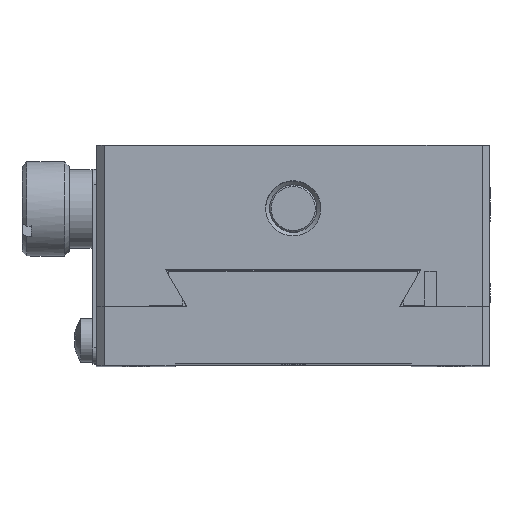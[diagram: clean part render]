
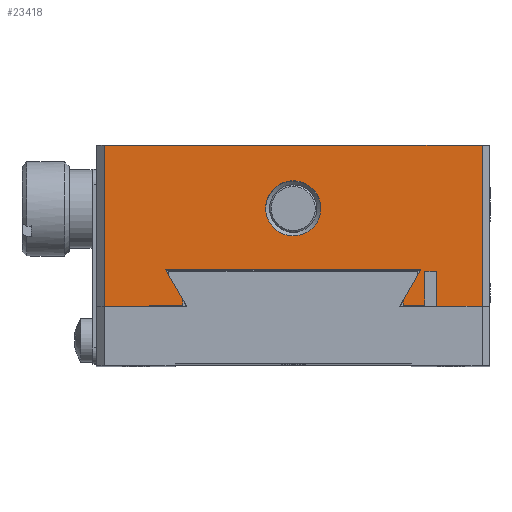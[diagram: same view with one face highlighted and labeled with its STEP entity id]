
A CAD part, top view. The second image highlights one B-rep face of the part: STEP entity #23418.
In plain terms, the highlighted planar face has unit normal (0, 0, 1).
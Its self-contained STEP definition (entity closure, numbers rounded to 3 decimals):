
#435 = CARTESIAN_POINT ( 'NONE',  ( 65.471, 65.536, 73.418 ) ) ;
#470 = VERTEX_POINT ( 'NONE', #435 ) ;
#557 = EDGE_CURVE ( 'NONE', #13378, #12985, #17347, .T. ) ;
#684 = EDGE_CURVE ( 'NONE', #470, #12985, #1102, .T. ) ;
#839 = VERTEX_POINT ( 'NONE', #20428 ) ;
#983 = CARTESIAN_POINT ( 'NONE',  ( 23.771, 65.336, 73.418 ) ) ;
#1102 = LINE ( 'NONE', #17746, #22215 ) ;
#1637 = DIRECTION ( 'NONE',  ( -1., 0., 0. ) ) ;
#1739 = ORIENTED_EDGE ( 'NONE', *, *, #7251, .F. ) ;
#1850 = ORIENTED_EDGE ( 'NONE', *, *, #16383, .T. ) ;
#2104 = VECTOR ( 'NONE', #1637, 1000. ) ;
#2156 = CARTESIAN_POINT ( 'NONE',  ( 66.971, 69.836, 73.418 ) ) ;
#2270 = CARTESIAN_POINT ( 'NONE',  ( 62.771, 65.536, 73.418 ) ) ;
#2413 = DIRECTION ( 'NONE',  ( 0., 1., 0. ) ) ;
#2645 = VERTEX_POINT ( 'NONE', #16422 ) ;
#2718 = DIRECTION ( 'NONE',  ( 0., -1., 0. ) ) ;
#2782 = LINE ( 'NONE', #5232, #24150 ) ;
#2872 = FACE_BOUND ( 'NONE', #12171, .T. ) ;
#3106 = EDGE_CURVE ( 'NONE', #14389, #9457, #7483, .T. ) ;
#3306 = LINE ( 'NONE', #7237, #25748 ) ;
#3479 = VERTEX_POINT ( 'NONE', #11873 ) ;
#3824 = VERTEX_POINT ( 'NONE', #7517 ) ;
#3921 = ORIENTED_EDGE ( 'NONE', *, *, #26084, .F. ) ;
#4257 = CARTESIAN_POINT ( 'NONE',  ( 34.771, 65.536, 73.418 ) ) ;
#4515 = DIRECTION ( 'NONE',  ( 0., 0., 1. ) ) ;
#4701 = VECTOR ( 'NONE', #20730, 1000. ) ;
#4766 = ORIENTED_EDGE ( 'NONE', *, *, #19640, .F. ) ;
#4804 = DIRECTION ( 'NONE',  ( 0., 1., 0. ) ) ;
#4811 = VERTEX_POINT ( 'NONE', #21063 ) ;
#5083 = EDGE_CURVE ( 'NONE', #11064, #14389, #26584, .T. ) ;
#5087 = VERTEX_POINT ( 'NONE', #20587 ) ;
#5093 = VECTOR ( 'NONE', #25331, 1000. ) ;
#5232 = CARTESIAN_POINT ( 'NONE',  ( 23.771, 85.836, 73.418 ) ) ;
#5758 = ORIENTED_EDGE ( 'NONE', *, *, #8633, .F. ) ;
#6284 = DIRECTION ( 'NONE',  ( 0., 1., 0. ) ) ;
#6407 = VERTEX_POINT ( 'NONE', #4257 ) ;
#6513 = DIRECTION ( 'NONE',  ( 0.5, -0.866, 0. ) ) ;
#6568 = EDGE_CURVE ( 'NONE', #16777, #16777, #25339, .T. ) ;
#6600 = CARTESIAN_POINT ( 'NONE',  ( 65.471, 69.836, 73.418 ) ) ;
#6805 = LINE ( 'NONE', #20875, #5093 ) ;
#7106 = LINE ( 'NONE', #13335, #12689 ) ;
#7122 = DIRECTION ( 'NONE',  ( -1., 0., 0. ) ) ;
#7174 = VECTOR ( 'NONE', #23900, 1000. ) ;
#7211 = DIRECTION ( 'NONE',  ( 0., 1., 0. ) ) ;
#7237 = CARTESIAN_POINT ( 'NONE',  ( 30.571, 65.336, 73.418 ) ) ;
#7251 = EDGE_CURVE ( 'NONE', #3479, #19793, #8668, .T. ) ;
#7473 = PLANE ( 'NONE',  #21887 ) ;
#7483 = LINE ( 'NONE', #23016, #18410 ) ;
#7517 = CARTESIAN_POINT ( 'NONE',  ( 24.771, 85.836, 73.418 ) ) ;
#7797 = ORIENTED_EDGE ( 'NONE', *, *, #22167, .F. ) ;
#8049 = CARTESIAN_POINT ( 'NONE',  ( 23.771, 70.036, 73.418 ) ) ;
#8146 = LINE ( 'NONE', #20859, #9441 ) ;
#8359 = VECTOR ( 'NONE', #2413, 1000. ) ;
#8382 = EDGE_CURVE ( 'NONE', #24853, #24591, #8146, .T. ) ;
#8423 = DIRECTION ( 'NONE',  ( 0., -1., 0. ) ) ;
#8633 = EDGE_CURVE ( 'NONE', #2645, #4811, #26261, .T. ) ;
#8668 = LINE ( 'NONE', #13282, #17628 ) ;
#8777 = EDGE_CURVE ( 'NONE', #4811, #3824, #21139, .T. ) ;
#9164 = CARTESIAN_POINT ( 'NONE',  ( 32.558, 70.036, 73.418 ) ) ;
#9182 = ORIENTED_EDGE ( 'NONE', *, *, #3106, .F. ) ;
#9441 = VECTOR ( 'NONE', #18696, 1000. ) ;
#9457 = VERTEX_POINT ( 'NONE', #16993 ) ;
#9703 = EDGE_CURVE ( 'NONE', #5087, #3824, #2782, .T. ) ;
#9973 = CARTESIAN_POINT ( 'NONE',  ( 62.771, 66.202, 73.418 ) ) ;
#10752 = ORIENTED_EDGE ( 'NONE', *, *, #19698, .F. ) ;
#10817 = ORIENTED_EDGE ( 'NONE', *, *, #14794, .F. ) ;
#10961 = VECTOR ( 'NONE', #23119, 1000. ) ;
#11064 = VERTEX_POINT ( 'NONE', #20789 ) ;
#11106 = DIRECTION ( 'NONE',  ( -1., 0., 0. ) ) ;
#11873 = CARTESIAN_POINT ( 'NONE',  ( 72.771, 65.336, 73.418 ) ) ;
#12171 = EDGE_LOOP ( 'NONE', ( #14522 ) ) ;
#12367 = CARTESIAN_POINT ( 'NONE',  ( 65.471, 65.336, 73.418 ) ) ;
#12689 = VECTOR ( 'NONE', #19140, 1000. ) ;
#12794 = VECTOR ( 'NONE', #14274, 1000. ) ;
#12848 = LINE ( 'NONE', #25141, #10961 ) ;
#12985 = VERTEX_POINT ( 'NONE', #2270 ) ;
#13282 = CARTESIAN_POINT ( 'NONE',  ( 23.771, 65.336, 73.418 ) ) ;
#13335 = CARTESIAN_POINT ( 'NONE',  ( 72.771, 65.336, 73.418 ) ) ;
#13378 = VERTEX_POINT ( 'NONE', #9973 ) ;
#13638 = VECTOR ( 'NONE', #8423, 1000. ) ;
#13683 = AXIS2_PLACEMENT_3D ( 'NONE', #23049, #4515, #6284 ) ;
#14274 = DIRECTION ( 'NONE',  ( -1., 0., 0. ) ) ;
#14389 = VERTEX_POINT ( 'NONE', #9164 ) ;
#14522 = ORIENTED_EDGE ( 'NONE', *, *, #6568, .F. ) ;
#14794 = EDGE_CURVE ( 'NONE', #13378, #11064, #6805, .T. ) ;
#15326 = ORIENTED_EDGE ( 'NONE', *, *, #8777, .F. ) ;
#15386 = LINE ( 'NONE', #15647, #7174 ) ;
#15647 = CARTESIAN_POINT ( 'NONE',  ( 34.771, 65.336, 73.418 ) ) ;
#16231 = EDGE_CURVE ( 'NONE', #6407, #9457, #15386, .T. ) ;
#16383 = EDGE_CURVE ( 'NONE', #2645, #839, #3306, .T. ) ;
#16422 = CARTESIAN_POINT ( 'NONE',  ( 30.571, 65.336, 73.418 ) ) ;
#16763 = LINE ( 'NONE', #25278, #8359 ) ;
#16777 = VERTEX_POINT ( 'NONE', #17046 ) ;
#16832 = ORIENTED_EDGE ( 'NONE', *, *, #16231, .T. ) ;
#16993 = CARTESIAN_POINT ( 'NONE',  ( 34.771, 66.202, 73.418 ) ) ;
#17031 = CARTESIAN_POINT ( 'NONE',  ( 66.971, 65.336, 73.418 ) ) ;
#17046 = CARTESIAN_POINT ( 'NONE',  ( 48.771, 81.336, 73.418 ) ) ;
#17347 = LINE ( 'NONE', #19234, #18686 ) ;
#17628 = VECTOR ( 'NONE', #11106, 1000. ) ;
#17746 = CARTESIAN_POINT ( 'NONE',  ( 23.771, 65.536, 73.418 ) ) ;
#18410 = VECTOR ( 'NONE', #6513, 1000. ) ;
#18686 = VECTOR ( 'NONE', #2718, 1000. ) ;
#18696 = DIRECTION ( 'NONE',  ( 1., 0., 0. ) ) ;
#18839 = CARTESIAN_POINT ( 'NONE',  ( 24.771, 65.336, 73.418 ) ) ;
#18884 = ORIENTED_EDGE ( 'NONE', *, *, #8382, .T. ) ;
#19140 = DIRECTION ( 'NONE',  ( 0., -1., 0. ) ) ;
#19234 = CARTESIAN_POINT ( 'NONE',  ( 62.771, 65.336, 73.418 ) ) ;
#19640 = EDGE_CURVE ( 'NONE', #19793, #24591, #16763, .T. ) ;
#19698 = EDGE_CURVE ( 'NONE', #6407, #839, #12848, .T. ) ;
#19793 = VERTEX_POINT ( 'NONE', #17031 ) ;
#19906 = CARTESIAN_POINT ( 'NONE',  ( 23.771, 65.336, 73.418 ) ) ;
#20428 = CARTESIAN_POINT ( 'NONE',  ( 30.571, 65.536, 73.418 ) ) ;
#20587 = CARTESIAN_POINT ( 'NONE',  ( 72.771, 85.836, 73.418 ) ) ;
#20641 = ORIENTED_EDGE ( 'NONE', *, *, #9703, .T. ) ;
#20730 = DIRECTION ( 'NONE',  ( 0., 1., 0. ) ) ;
#20789 = CARTESIAN_POINT ( 'NONE',  ( 64.985, 70.036, 73.418 ) ) ;
#20859 = CARTESIAN_POINT ( 'NONE',  ( 65.471, 69.836, 73.418 ) ) ;
#20875 = CARTESIAN_POINT ( 'NONE',  ( 62.771, 66.202, 73.418 ) ) ;
#21063 = CARTESIAN_POINT ( 'NONE',  ( 24.771, 65.336, 73.418 ) ) ;
#21139 = LINE ( 'NONE', #18839, #4701 ) ;
#21173 = ORIENTED_EDGE ( 'NONE', *, *, #557, .T. ) ;
#21887 = AXIS2_PLACEMENT_3D ( 'NONE', #983, #25742, #7211 ) ;
#22167 = EDGE_CURVE ( 'NONE', #24853, #470, #23041, .T. ) ;
#22215 = VECTOR ( 'NONE', #25997, 1000. ) ;
#22258 = ORIENTED_EDGE ( 'NONE', *, *, #684, .F. ) ;
#22445 = ORIENTED_EDGE ( 'NONE', *, *, #5083, .F. ) ;
#23016 = CARTESIAN_POINT ( 'NONE',  ( 32.558, 70.036, 73.418 ) ) ;
#23041 = LINE ( 'NONE', #12367, #13638 ) ;
#23049 = CARTESIAN_POINT ( 'NONE',  ( 48.771, 77.836, 73.418 ) ) ;
#23119 = DIRECTION ( 'NONE',  ( -1., 0., 0. ) ) ;
#23418 = ADVANCED_FACE ( 'NONE', ( #26009, #2872 ), #7473, .F. ) ;
#23900 = DIRECTION ( 'NONE',  ( 0., 1., 0. ) ) ;
#24150 = VECTOR ( 'NONE', #7122, 1000. ) ;
#24591 = VERTEX_POINT ( 'NONE', #2156 ) ;
#24853 = VERTEX_POINT ( 'NONE', #6600 ) ;
#25141 = CARTESIAN_POINT ( 'NONE',  ( 23.771, 65.536, 73.418 ) ) ;
#25278 = CARTESIAN_POINT ( 'NONE',  ( 66.971, 65.336, 73.418 ) ) ;
#25331 = DIRECTION ( 'NONE',  ( 0.5, 0.866, 0. ) ) ;
#25339 = CIRCLE ( 'NONE', #13683, 3.5 ) ;
#25742 = DIRECTION ( 'NONE',  ( 0., 0., -1. ) ) ;
#25748 = VECTOR ( 'NONE', #4804, 1000. ) ;
#25765 = EDGE_LOOP ( 'NONE', ( #1850, #10752, #16832, #9182, #22445, #10817, #21173, #22258, #7797, #18884, #4766, #1739, #3921, #20641, #15326, #5758 ) ) ;
#25997 = DIRECTION ( 'NONE',  ( -1., 0., 0. ) ) ;
#26009 = FACE_OUTER_BOUND ( 'NONE', #25765, .T. ) ;
#26084 = EDGE_CURVE ( 'NONE', #5087, #3479, #7106, .T. ) ;
#26261 = LINE ( 'NONE', #19906, #2104 ) ;
#26584 = LINE ( 'NONE', #8049, #12794 ) ;
